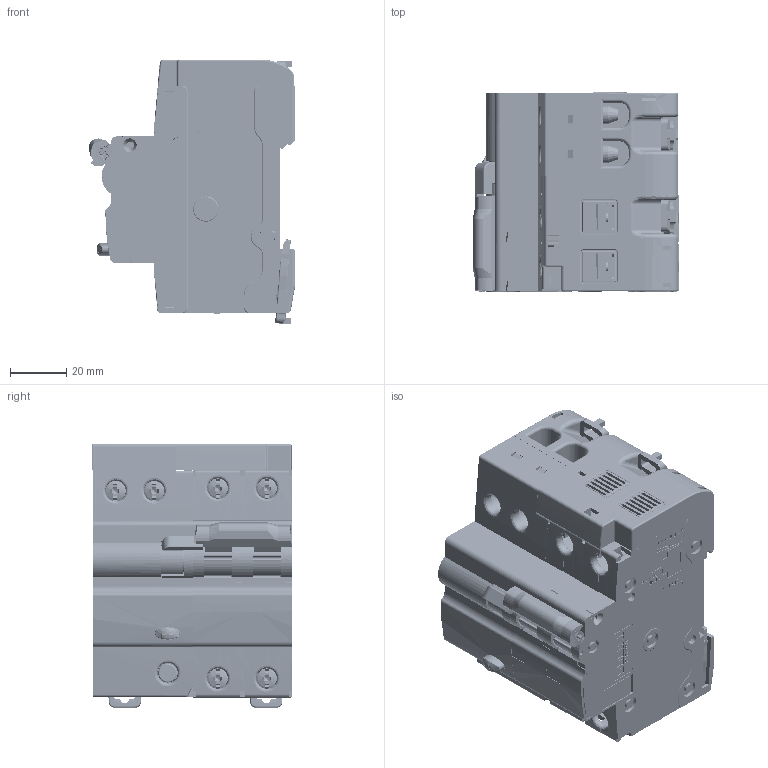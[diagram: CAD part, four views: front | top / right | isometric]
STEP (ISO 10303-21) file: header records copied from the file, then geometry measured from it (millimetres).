
FILE_DESCRIPTION((''),'2;1');
FILE_NAME('2053004800_SW0001','2023-11-10T',('dufeng.zhai'),(''),'PRO/ENGINEER BY PARAMETRIC TECHNOLOGY CORPORATION, 2015440','PRO/ENGINEER BY PARAMETRIC TECHNOLOGY CORPORATION, 2015440','');
FILE_SCHEMA(('CONFIG_CONTROL_DESIGN'));
Products named in the file (1): 2053004800_SW0001
Bounding box: 73.62 x 71.11 x 94.43 mm (x, y, z)
Volume: 270125.6 mm3; surface area: 111957 mm2
Topology: 4 solids, 5 shells, 10452 faces, 29214 edges, 18916 vertices
Faces by surface type: plane 6291, cylinder 1868, extrusion 1360, cone 367, torus 308, bspline 195, sphere 63
Entity records: 360330 total; most frequent: CARTESIAN_POINT 97696, ORIENTED_EDGE 58352, DIRECTION 48142, EDGE_CURVE 29176, VECTOR 21430, LINE 20070, VERTEX_POINT 18914, AXIS2_PLACEMENT_3D 13356
